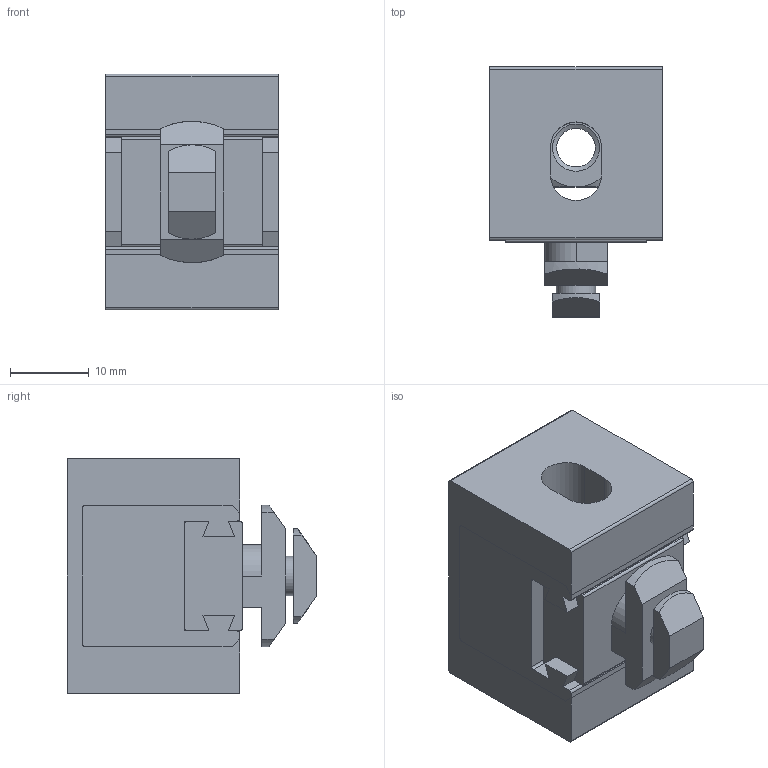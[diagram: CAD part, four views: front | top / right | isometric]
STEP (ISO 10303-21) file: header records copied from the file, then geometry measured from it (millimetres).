
FILE_DESCRIPTION(/* description */ ('Befestigungsblock Vario'),/* implementation_level */ '2;1');
FILE_NAME(/* name */ 'SZ1540S.stp',/* time_stamp */ '2015-11-19T08:32:38+01:00',/* author */ ('Marina Kaa'),/* organization */ (''),/* preprocessor_version */ 'ST-DEVELOPER v15.6',/* originating_system */ 'Autodesk Inventor 2015',/* authorisation */ '');
FILE_SCHEMA (('AUTOMOTIVE_DESIGN { 1 0 10303 214 3 1 1 }'));
Length unit declared in the file: millimetre
Products named in the file (5): MK7715111-A; MK7715114-A; MK7715101-A; DK0557060000_A; SZ1540S_A
Bounding box: 22 x 31.8 x 30 mm (x, y, z)
Volume: 12922.3 mm3; surface area: 9344.5 mm2
Topology: 5 solids, 5 shells, 156 faces, 424 edges, 281 vertices
Faces by surface type: plane 109, cylinder 41, cone 6
Full cylindrical faces by diameter (mm): 4.917 x1, 5 x1
Entity records: 5021 total; most frequent: CARTESIAN_POINT 916, ORIENTED_EDGE 840, DIRECTION 825, EDGE_CURVE 419, LINE 319, VECTOR 319, VERTEX_POINT 280, AXIS2_PLACEMENT_3D 253
